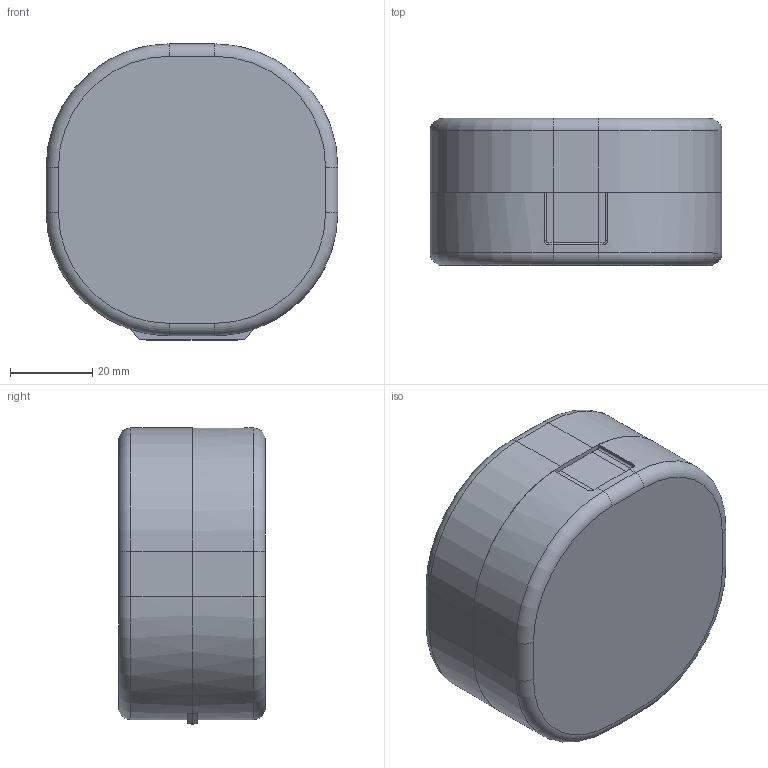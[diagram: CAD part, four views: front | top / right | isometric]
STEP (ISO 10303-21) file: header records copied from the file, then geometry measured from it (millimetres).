
FILE_DESCRIPTION (( 'STEP AP214' ), '1' );
FILE_NAME ('B181 Êîðîáêà ïëàñòèêîâàÿ, O78x74 ìì.STEP', '2020-02-27T13:24:49', ( 'Ïîëüçîâàòåëü Windows' ), ( '' ), 'SwSTEP 2.0', 'SolidWorks 2019', '' );
FILE_SCHEMA (( 'AUTOMOTIVE_DESIGN' ));
Length unit declared in the file: millimetre
Products named in the file (3): B181 澎觐耱黖00; B181 Êîðîáêà ïëàñòèêîâàÿ, O78x74 ìì; B181 Êðûøêà_00
Assembly tree (2 placements, depth 2):
  B181 Êîðîáêà ïëàñòèêîâàÿ, O78x74 ìì
    B181 澎觐耱黖00
    B181 Êðûøêà_00
Bounding box: 71 x 35.75 x 72.06 mm (x, y, z)
Volume: 30526.7 mm3; surface area: 33320.2 mm2
Topology: 2 solids, 2 shells, 150 faces, 389 edges, 246 vertices
Faces by surface type: plane 75, cylinder 53, torus 18, bspline 4
Entity records: 4817 total; most frequent: CARTESIAN_POINT 1002, DIRECTION 791, ORIENTED_EDGE 778, EDGE_CURVE 389, AXIS2_PLACEMENT_3D 273, VERTEX_POINT 246, VECTOR 245, LINE 245
